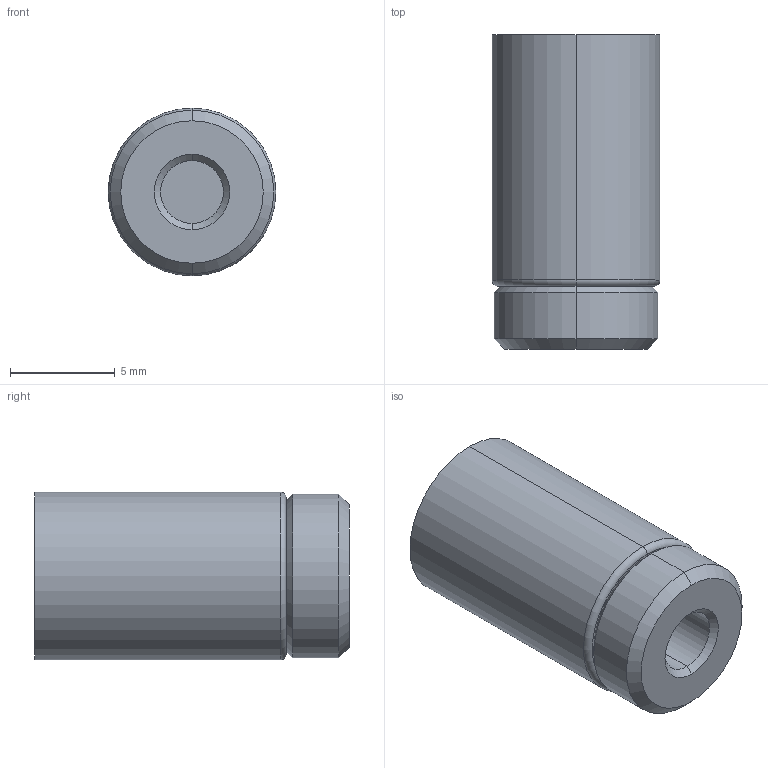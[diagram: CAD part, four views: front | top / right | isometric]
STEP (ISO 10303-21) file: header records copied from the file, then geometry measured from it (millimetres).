
FILE_DESCRIPTION (( 'STEP AP214' ), '1' );
FILE_NAME ('VA_08-antigiro3D-web.STEP', '2013-03-01T13:47:28', ( 'danic' ), ( '' ), 'SwSTEP 2.0', 'SolidWorks 2011', '' );
FILE_SCHEMA (( 'AUTOMOTIVE_DESIGN' ));
Length unit declared in the file: millimetre
Products named in the file (1): VA_08-antigiro3D-web
Bounding box: 8 x 15 x 8 mm (x, y, z)
Volume: 666.7 mm3; surface area: 1038.5 mm2
Topology: 4 solids, 4 shells, 72 faces, 159 edges, 100 vertices
Faces by surface type: plane 34, cone 18, cylinder 16, torus 4
Entity records: 2848 total; most frequent: DIRECTION 373, CARTESIAN_POINT 332, ORIENTED_EDGE 318, EDGE_CURVE 159, AXIS2_PLACEMENT_3D 141, VERTEX_POINT 100, LINE 91, VECTOR 91
